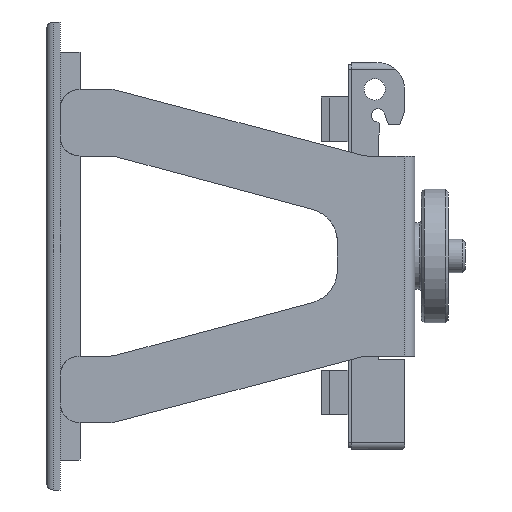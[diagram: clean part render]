
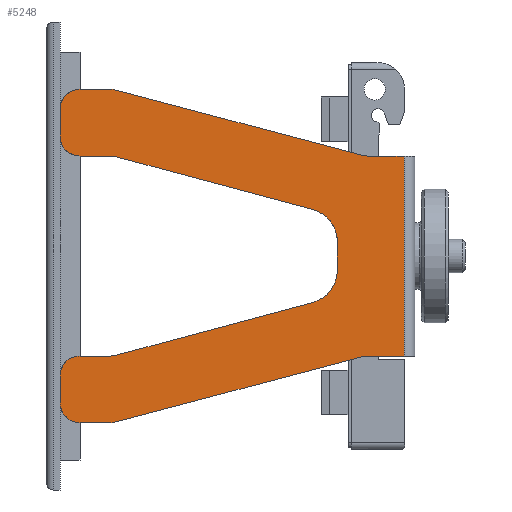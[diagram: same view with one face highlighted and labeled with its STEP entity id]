
A CAD part, left-side view. The second image highlights one B-rep face of the part: STEP entity #5248.
In plain terms, the highlighted planar face has unit normal (-1, -0.018, 0).
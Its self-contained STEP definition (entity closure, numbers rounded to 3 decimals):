
#169=ELLIPSE('',#6777,3.,3.);
#170=ELLIPSE('',#6778,3.,3.);
#171=ELLIPSE('',#6779,3.,3.);
#172=ELLIPSE('',#6780,5.001,5.);
#173=ELLIPSE('',#6781,5.001,5.);
#174=ELLIPSE('',#6782,3.,3.);
#175=ELLIPSE('',#6783,3.,3.);
#176=ELLIPSE('',#6784,3.,3.);
#177=ELLIPSE('',#6785,3.,3.);
#178=ELLIPSE('',#6786,3.,3.);
#179=ELLIPSE('',#6787,3.,3.);
#180=ELLIPSE('',#6788,3.,3.);
#418=ORIENTED_EDGE('',*,*,#1957,.F.);
#419=ORIENTED_EDGE('',*,*,#1972,.T.);
#420=ORIENTED_EDGE('',*,*,#1940,.T.);
#421=ORIENTED_EDGE('',*,*,#1973,.T.);
#422=ORIENTED_EDGE('',*,*,#1974,.T.);
#423=ORIENTED_EDGE('',*,*,#1975,.F.);
#424=ORIENTED_EDGE('',*,*,#1976,.T.);
#425=ORIENTED_EDGE('',*,*,#1977,.F.);
#426=ORIENTED_EDGE('',*,*,#1978,.T.);
#427=ORIENTED_EDGE('',*,*,#1979,.F.);
#428=ORIENTED_EDGE('',*,*,#1980,.T.);
#429=ORIENTED_EDGE('',*,*,#1981,.F.);
#430=ORIENTED_EDGE('',*,*,#1982,.T.);
#431=ORIENTED_EDGE('',*,*,#1983,.T.);
#432=ORIENTED_EDGE('',*,*,#1944,.T.);
#433=ORIENTED_EDGE('',*,*,#1984,.T.);
#434=ORIENTED_EDGE('',*,*,#1964,.T.);
#435=ORIENTED_EDGE('',*,*,#1985,.T.);
#436=ORIENTED_EDGE('',*,*,#1986,.T.);
#437=ORIENTED_EDGE('',*,*,#1987,.F.);
#438=ORIENTED_EDGE('',*,*,#1934,.T.);
#439=ORIENTED_EDGE('',*,*,#1988,.F.);
#440=ORIENTED_EDGE('',*,*,#1989,.T.);
#441=ORIENTED_EDGE('',*,*,#1990,.F.);
#442=ORIENTED_EDGE('',*,*,#1991,.T.);
#443=ORIENTED_EDGE('',*,*,#1992,.T.);
#1934=EDGE_CURVE('',#2712,#2711,#3236,.T.);
#1940=EDGE_CURVE('',#2717,#2718,#3241,.T.);
#1944=EDGE_CURVE('',#2721,#2722,#3245,.T.);
#1957=EDGE_CURVE('',#2733,#2735,#3258,.T.);
#1964=EDGE_CURVE('',#2741,#2742,#3265,.T.);
#1972=EDGE_CURVE('',#2733,#2717,#169,.F.);
#1973=EDGE_CURVE('',#2718,#2749,#170,.F.);
#1974=EDGE_CURVE('',#2749,#2750,#3273,.T.);
#1975=EDGE_CURVE('',#2751,#2750,#171,.F.);
#1976=EDGE_CURVE('',#2751,#2752,#3274,.T.);
#1977=EDGE_CURVE('',#2753,#2752,#172,.F.);
#1978=EDGE_CURVE('',#2753,#2754,#3275,.T.);
#1979=EDGE_CURVE('',#2755,#2754,#173,.F.);
#1980=EDGE_CURVE('',#2755,#2756,#3276,.T.);
#1981=EDGE_CURVE('',#2757,#2756,#174,.F.);
#1982=EDGE_CURVE('',#2757,#2758,#3277,.T.);
#1983=EDGE_CURVE('',#2758,#2721,#175,.F.);
#1984=EDGE_CURVE('',#2722,#2741,#176,.F.);
#1985=EDGE_CURVE('',#2742,#2759,#177,.F.);
#1986=EDGE_CURVE('',#2759,#2760,#3278,.T.);
#1987=EDGE_CURVE('',#2712,#2760,#178,.F.);
#1988=EDGE_CURVE('',#2761,#2711,#3279,.T.);
#1989=EDGE_CURVE('',#2761,#2762,#3280,.T.);
#1990=EDGE_CURVE('',#2763,#2762,#179,.F.);
#1991=EDGE_CURVE('',#2763,#2764,#3281,.T.);
#1992=EDGE_CURVE('',#2764,#2735,#180,.F.);
#2711=VERTEX_POINT('',#8854);
#2712=VERTEX_POINT('',#8856);
#2717=VERTEX_POINT('',#8868);
#2718=VERTEX_POINT('',#8869);
#2721=VERTEX_POINT('',#8877);
#2722=VERTEX_POINT('',#8878);
#2733=VERTEX_POINT('',#8904);
#2735=VERTEX_POINT('',#8907);
#2741=VERTEX_POINT('',#8922);
#2742=VERTEX_POINT('',#8923);
#2749=VERTEX_POINT('',#8941);
#2750=VERTEX_POINT('',#8943);
#2751=VERTEX_POINT('',#8945);
#2752=VERTEX_POINT('',#8947);
#2753=VERTEX_POINT('',#8949);
#2754=VERTEX_POINT('',#8951);
#2755=VERTEX_POINT('',#8953);
#2756=VERTEX_POINT('',#8955);
#2757=VERTEX_POINT('',#8957);
#2758=VERTEX_POINT('',#8959);
#2759=VERTEX_POINT('',#8963);
#2760=VERTEX_POINT('',#8965);
#2761=VERTEX_POINT('',#8968);
#2762=VERTEX_POINT('',#8970);
#2763=VERTEX_POINT('',#8972);
#2764=VERTEX_POINT('',#8974);
#3236=LINE('',#8855,#3797);
#3241=LINE('',#8867,#3802);
#3245=LINE('',#8876,#3806);
#3258=LINE('',#8906,#3819);
#3265=LINE('',#8921,#3826);
#3273=LINE('',#8942,#3834);
#3274=LINE('',#8946,#3835);
#3275=LINE('',#8950,#3836);
#3276=LINE('',#8954,#3837);
#3277=LINE('',#8958,#3838);
#3278=LINE('',#8964,#3839);
#3279=LINE('',#8967,#3840);
#3280=LINE('',#8969,#3841);
#3281=LINE('',#8973,#3842);
#3797=VECTOR('',#7283,1000.);
#3802=VECTOR('',#7292,1000.);
#3806=VECTOR('',#7298,1000.);
#3819=VECTOR('',#7317,1000.);
#3826=VECTOR('',#7328,1000.);
#3834=VECTOR('',#7344,1000.);
#3835=VECTOR('',#7347,1000.);
#3836=VECTOR('',#7350,1000.);
#3837=VECTOR('',#7353,1000.);
#3838=VECTOR('',#7356,1000.);
#3839=VECTOR('',#7363,1000.);
#3840=VECTOR('',#7366,1000.);
#3841=VECTOR('',#7367,1000.);
#3842=VECTOR('',#7370,1000.);
#4361=EDGE_LOOP('',(#418,#419,#420,#421,#422,#423,#424,#425,#426,#427,#428,
#429,#430,#431,#432,#433,#434,#435,#436,#437,#438,#439,#440,#441,#442,#443));
#4708=FACE_BOUND('',#4361,.T.);
#5055=PLANE('',#6776);
#5248=ADVANCED_FACE('',(#4708),#5055,.F.);
#6776=AXIS2_PLACEMENT_3D('',#8938,#7338,#7339);
#6777=AXIS2_PLACEMENT_3D('',#8939,#7340,#7341);
#6778=AXIS2_PLACEMENT_3D('',#8940,#7342,#7343);
#6779=AXIS2_PLACEMENT_3D('',#8944,#7345,#7346);
#6780=AXIS2_PLACEMENT_3D('',#8948,#7348,#7349);
#6781=AXIS2_PLACEMENT_3D('',#8952,#7351,#7352);
#6782=AXIS2_PLACEMENT_3D('',#8956,#7354,#7355);
#6783=AXIS2_PLACEMENT_3D('',#8960,#7357,#7358);
#6784=AXIS2_PLACEMENT_3D('',#8961,#7359,#7360);
#6785=AXIS2_PLACEMENT_3D('',#8962,#7361,#7362);
#6786=AXIS2_PLACEMENT_3D('',#8966,#7364,#7365);
#6787=AXIS2_PLACEMENT_3D('',#8971,#7368,#7369);
#6788=AXIS2_PLACEMENT_3D('',#8975,#7371,#7372);
#7283=DIRECTION('',(0.017,-1.,0.));
#7292=DIRECTION('',(0.,0.,-1.));
#7298=DIRECTION('',(0.,0.,-1.));
#7317=DIRECTION('',(0.017,-1.,0.));
#7328=DIRECTION('',(0.017,-1.,0.));
#7338=DIRECTION('',(1.,0.017,0.));
#7339=DIRECTION('',(-0.017,1.,0.));
#7340=DIRECTION('',(1.,0.017,0.));
#7341=DIRECTION('',(-0.017,1.,0.));
#7342=DIRECTION('',(1.,0.017,0.));
#7343=DIRECTION('',(-0.017,1.,0.));
#7344=DIRECTION('',(0.017,-1.,0.));
#7345=DIRECTION('',(1.,0.017,0.));
#7346=DIRECTION('',(-0.017,1.,0.));
#7347=DIRECTION('',(0.017,-0.966,-0.259));
#7348=DIRECTION('',(1.,0.017,0.));
#7349=DIRECTION('',(-0.017,1.,0.));
#7350=DIRECTION('',(0.,0.,-1.));
#7351=DIRECTION('',(1.,0.017,0.));
#7352=DIRECTION('',(-0.017,1.,0.));
#7353=DIRECTION('',(-0.017,0.966,-0.259));
#7354=DIRECTION('',(1.,0.017,0.));
#7355=DIRECTION('',(-0.017,1.,0.));
#7356=DIRECTION('',(-0.017,1.,0.));
#7357=DIRECTION('',(1.,0.017,0.));
#7358=DIRECTION('',(-0.017,1.,0.));
#7359=DIRECTION('',(1.,0.017,0.));
#7360=DIRECTION('',(-0.017,1.,0.));
#7361=DIRECTION('',(1.,0.017,0.));
#7362=DIRECTION('',(-0.017,1.,0.));
#7363=DIRECTION('',(0.017,-0.966,0.256));
#7364=DIRECTION('',(1.,0.017,0.));
#7365=DIRECTION('',(-0.017,1.,0.));
#7366=DIRECTION('',(0.,0.,-1.));
#7367=DIRECTION('',(-0.017,1.,0.));
#7368=DIRECTION('',(1.,0.017,0.));
#7369=DIRECTION('',(-0.017,1.,0.));
#7370=DIRECTION('',(-0.017,0.966,0.256));
#7371=DIRECTION('',(1.,0.017,0.));
#7372=DIRECTION('',(-0.017,1.,0.));
#8854=CARTESIAN_POINT('',(-12.199,1.572,-15.));
#8855=CARTESIAN_POINT('',(-13.1,53.2,-15.));
#8856=CARTESIAN_POINT('',(-12.296,7.109,-15.));
#8867=CARTESIAN_POINT('',(-13.1,53.2,25.));
#8868=CARTESIAN_POINT('',(-13.1,53.2,22.));
#8869=CARTESIAN_POINT('',(-13.1,53.2,18.));
#8876=CARTESIAN_POINT('',(-13.1,53.2,25.));
#8877=CARTESIAN_POINT('',(-13.1,53.2,-18.));
#8878=CARTESIAN_POINT('',(-13.1,53.2,-22.));
#8904=CARTESIAN_POINT('',(-13.048,50.2,25.));
#8906=CARTESIAN_POINT('',(-13.1,53.2,25.));
#8907=CARTESIAN_POINT('',(-12.967,45.591,25.));
#8921=CARTESIAN_POINT('',(-13.1,53.2,-25.));
#8922=CARTESIAN_POINT('',(-13.048,50.2,-25.));
#8923=CARTESIAN_POINT('',(-12.967,45.591,-25.));
#8938=CARTESIAN_POINT('',(-13.1,53.2,25.));
#8939=CARTESIAN_POINT('',(-13.048,50.2,22.));
#8940=CARTESIAN_POINT('',(-13.048,50.2,18.));
#8941=CARTESIAN_POINT('',(-13.048,50.2,15.));
#8942=CARTESIAN_POINT('',(-13.1,53.2,15.));
#8943=CARTESIAN_POINT('',(-12.967,45.595,15.));
#8944=CARTESIAN_POINT('',(-12.967,45.595,12.));
#8945=CARTESIAN_POINT('',(-12.954,44.819,14.898));
#8946=CARTESIAN_POINT('',(-13.135,55.164,17.67));
#8947=CARTESIAN_POINT('',(-12.439,15.306,6.99));
#8948=CARTESIAN_POINT('',(-12.461,16.6,2.16));
#8949=CARTESIAN_POINT('',(-12.374,11.6,2.16));
#8950=CARTESIAN_POINT('',(-12.374,11.6,25.));
#8951=CARTESIAN_POINT('',(-12.374,11.6,-2.16));
#8952=CARTESIAN_POINT('',(-12.461,16.6,-2.16));
#8953=CARTESIAN_POINT('',(-12.439,15.306,-6.99));
#8954=CARTESIAN_POINT('',(-12.916,42.667,-14.321));
#8955=CARTESIAN_POINT('',(-12.954,44.819,-14.898));
#8956=CARTESIAN_POINT('',(-12.967,45.595,-12.));
#8957=CARTESIAN_POINT('',(-12.967,45.595,-15.));
#8958=CARTESIAN_POINT('',(-13.1,53.2,-15.));
#8959=CARTESIAN_POINT('',(-13.048,50.2,-15.));
#8960=CARTESIAN_POINT('',(-13.048,50.2,-18.));
#8961=CARTESIAN_POINT('',(-13.048,50.2,-22.));
#8962=CARTESIAN_POINT('',(-12.967,45.591,-22.));
#8963=CARTESIAN_POINT('',(-12.954,44.822,-24.9));
#8964=CARTESIAN_POINT('',(-12.875,40.287,-23.697));
#8965=CARTESIAN_POINT('',(-12.309,7.878,-15.1));
#8966=CARTESIAN_POINT('',(-12.296,7.109,-18.));
#8967=CARTESIAN_POINT('',(-12.199,1.572,25.));
#8968=CARTESIAN_POINT('',(-12.199,1.572,15.));
#8969=CARTESIAN_POINT('',(-13.1,53.2,15.));
#8970=CARTESIAN_POINT('',(-12.296,7.109,15.));
#8971=CARTESIAN_POINT('',(-12.296,7.109,18.));
#8972=CARTESIAN_POINT('',(-12.309,7.878,15.1));
#8973=CARTESIAN_POINT('',(-13.091,52.674,26.983));
#8974=CARTESIAN_POINT('',(-12.954,44.822,24.9));
#8975=CARTESIAN_POINT('',(-12.967,45.591,22.));
